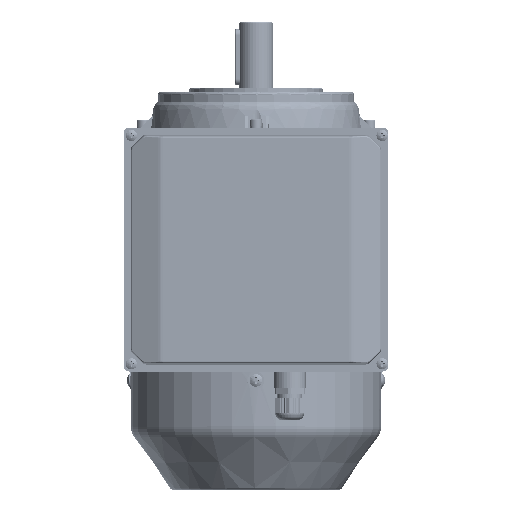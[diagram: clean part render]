
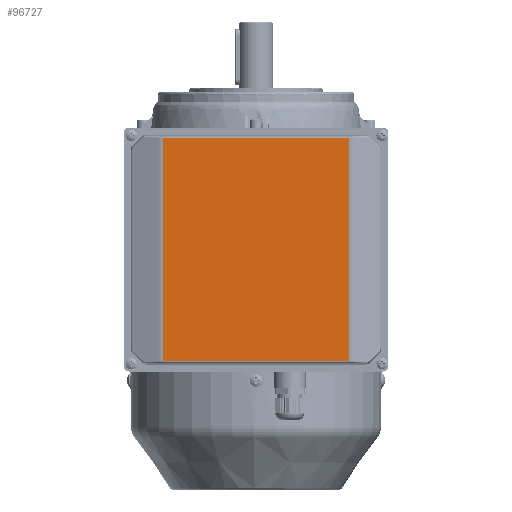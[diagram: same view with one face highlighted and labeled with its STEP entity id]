
A CAD part, top view. The second image highlights one B-rep face of the part: STEP entity #96727.
In plain terms, the highlighted planar face has unit normal (0, 0, 1).
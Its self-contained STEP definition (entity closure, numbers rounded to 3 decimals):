
#13220 = CARTESIAN_POINT ( 'NONE',  ( -66.363, 79.807, 68. ) ) ;
#14087 = EDGE_CURVE ( 'NONE', #58167, #18885, #134776, .T. ) ;
#18885 = VERTEX_POINT ( 'NONE', #13220 ) ;
#25313 = CARTESIAN_POINT ( 'NONE',  ( 90.5, 79.807, 68. ) ) ;
#28732 = PLANE ( 'NONE',  #59720 ) ;
#29779 = EDGE_CURVE ( 'NONE', #64030, #49472, #137577, .T. ) ;
#31461 = EDGE_CURVE ( 'NONE', #49472, #58167, #203150, .T. ) ;
#37874 = DIRECTION ( 'NONE',  ( 1., 0., 0. ) ) ;
#42271 = ORIENTED_EDGE ( 'NONE', *, *, #43611, .T. ) ;
#43611 = EDGE_CURVE ( 'NONE', #18885, #64030, #138858, .T. ) ;
#49472 = VERTEX_POINT ( 'NONE', #166031 ) ;
#58167 = VERTEX_POINT ( 'NONE', #185594 ) ;
#59720 = AXIS2_PLACEMENT_3D ( 'NONE', #211303, #212883, #83451 ) ;
#59837 = VECTOR ( 'NONE', #37874, 1000. ) ;
#64030 = VERTEX_POINT ( 'NONE', #174376 ) ;
#69819 = VECTOR ( 'NONE', #81881, 1000. ) ;
#69834 = CARTESIAN_POINT ( 'NONE',  ( 66.363, 83., 68. ) ) ;
#81881 = DIRECTION ( 'NONE',  ( 0., -1., 0. ) ) ;
#83451 = DIRECTION ( 'NONE',  ( 1., 0., 0. ) ) ;
#96727 = ADVANCED_FACE ( 'NONE', ( #98222 ), #28732, .T. ) ;
#98222 = FACE_OUTER_BOUND ( 'NONE', #227304, .T. ) ;
#102571 = VECTOR ( 'NONE', #159968, 1000. ) ;
#134776 = LINE ( 'NONE', #25313, #192342 ) ;
#135481 = DIRECTION ( 'NONE',  ( -1., 0., 0. ) ) ;
#137577 = LINE ( 'NONE', #188301, #59837 ) ;
#138858 = LINE ( 'NONE', #225814, #69819 ) ;
#148638 = ORIENTED_EDGE ( 'NONE', *, *, #29779, .T. ) ;
#149576 = ORIENTED_EDGE ( 'NONE', *, *, #31461, .T. ) ;
#159968 = DIRECTION ( 'NONE',  ( 0., 1., 0. ) ) ;
#166031 = CARTESIAN_POINT ( 'NONE',  ( 66.363, -79.807, 68. ) ) ;
#174376 = CARTESIAN_POINT ( 'NONE',  ( -66.363, -79.807, 68. ) ) ;
#185594 = CARTESIAN_POINT ( 'NONE',  ( 66.363, 79.807, 68. ) ) ;
#188301 = CARTESIAN_POINT ( 'NONE',  ( 90.5, -79.807, 68. ) ) ;
#188579 = ORIENTED_EDGE ( 'NONE', *, *, #14087, .T. ) ;
#192342 = VECTOR ( 'NONE', #135481, 1000. ) ;
#203150 = LINE ( 'NONE', #69834, #102571 ) ;
#211303 = CARTESIAN_POINT ( 'NONE',  ( 90.5, 83., 68. ) ) ;
#212883 = DIRECTION ( 'NONE',  ( 0., 0., 1. ) ) ;
#225814 = CARTESIAN_POINT ( 'NONE',  ( -66.363, 83., 68. ) ) ;
#227304 = EDGE_LOOP ( 'NONE', ( #149576, #188579, #42271, #148638 ) ) ;
